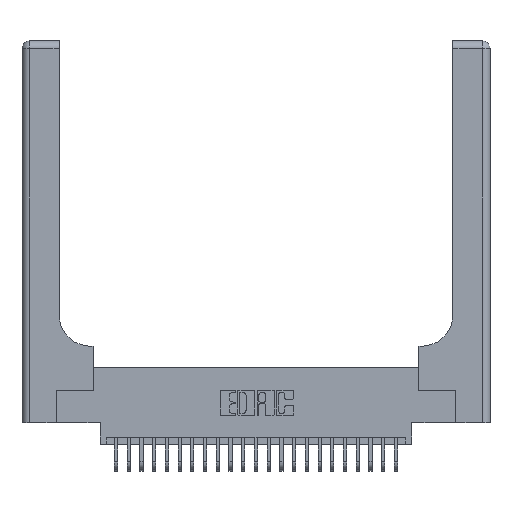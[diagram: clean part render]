
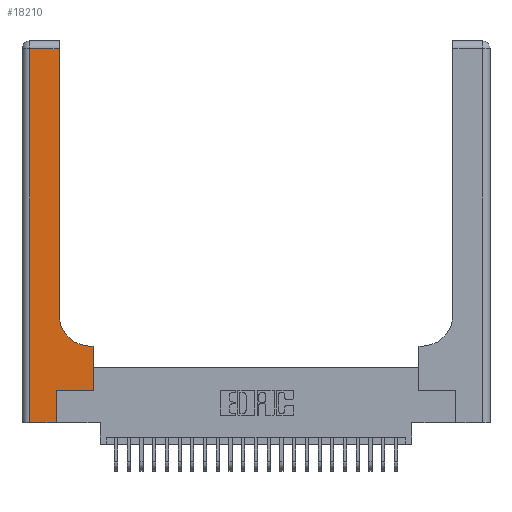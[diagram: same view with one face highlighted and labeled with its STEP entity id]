
A CAD part, top view. The second image highlights one B-rep face of the part: STEP entity #18210.
In plain terms, the highlighted planar face has unit normal (0, 0, 1).
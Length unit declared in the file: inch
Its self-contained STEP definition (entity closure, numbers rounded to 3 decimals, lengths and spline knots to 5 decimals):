
#81 = EDGE_CURVE ( 'NONE', #18947, #3858, #26361, .T. ) ;
#219 = DIRECTION ( 'NONE',  ( 0., -1., 0. ) ) ;
#359 = LINE ( 'NONE', #4091, #27333 ) ;
#442 = ORIENTED_EDGE ( 'NONE', *, *, #4417, .T. ) ;
#609 = CARTESIAN_POINT ( 'NONE',  ( 0., 0., 0.37 ) ) ;
#935 = CARTESIAN_POINT ( 'NONE',  ( 0.06, 0., 0.37 ) ) ;
#970 = PLANE ( 'NONE',  #6612 ) ;
#1712 = DIRECTION ( 'NONE',  ( 0., 1., 0. ) ) ;
#1970 = CARTESIAN_POINT ( 'NONE',  ( 0.269, 0., 0.37 ) ) ;
#2418 = AXIS2_PLACEMENT_3D ( 'NONE', #6960, #21685, #9096 ) ;
#3083 = VERTEX_POINT ( 'NONE', #24938 ) ;
#3164 = ORIENTED_EDGE ( 'NONE', *, *, #12746, .T. ) ;
#3205 = DIRECTION ( 'NONE',  ( -1., 0., 0. ) ) ;
#3535 = VERTEX_POINT ( 'NONE', #13814 ) ;
#3557 = CARTESIAN_POINT ( 'NONE',  ( 0.5585, 0.6, 0.37 ) ) ;
#3858 = VERTEX_POINT ( 'NONE', #14732 ) ;
#4091 = CARTESIAN_POINT ( 'NONE',  ( 0.2915, 0.6, 0.37 ) ) ;
#4417 = EDGE_CURVE ( 'NONE', #3535, #5325, #20529, .T. ) ;
#5325 = VERTEX_POINT ( 'NONE', #935 ) ;
#5419 = CARTESIAN_POINT ( 'NONE',  ( 0.269, 0.25, 0.37 ) ) ;
#6262 = DIRECTION ( 'NONE',  ( -1., 0., 0. ) ) ;
#6612 = AXIS2_PLACEMENT_3D ( 'NONE', #9590, #15968, #3205 ) ;
#6880 = CARTESIAN_POINT ( 'NONE',  ( 0.5585, 0.25, 0.37 ) ) ;
#6960 = CARTESIAN_POINT ( 'NONE',  ( 0.5415, 0.85, 0.37 ) ) ;
#6963 = EDGE_CURVE ( 'NONE', #11494, #3083, #22153, .T. ) ;
#7619 = LINE ( 'NONE', #609, #23759 ) ;
#7733 = ORIENTED_EDGE ( 'NONE', *, *, #16501, .T. ) ;
#7744 = VERTEX_POINT ( 'NONE', #7794 ) ;
#7755 = EDGE_CURVE ( 'NONE', #3083, #7744, #24734, .T. ) ;
#7794 = CARTESIAN_POINT ( 'NONE',  ( 0.2915, 2.94, 0.37 ) ) ;
#8913 = VECTOR ( 'NONE', #1712, 39.37008 ) ;
#9096 = DIRECTION ( 'NONE',  ( 1., 0., 0. ) ) ;
#9563 = ORIENTED_EDGE ( 'NONE', *, *, #23949, .T. ) ;
#9590 = CARTESIAN_POINT ( 'NONE',  ( 0., 3., 0.37 ) ) ;
#9854 = ORIENTED_EDGE ( 'NONE', *, *, #14711, .T. ) ;
#11321 = CARTESIAN_POINT ( 'NONE',  ( 0., 2.94, 0.37 ) ) ;
#11358 = DIRECTION ( 'NONE',  ( 1., 0., 0. ) ) ;
#11494 = VERTEX_POINT ( 'NONE', #12139 ) ;
#11995 = LINE ( 'NONE', #18540, #23176 ) ;
#12052 = DIRECTION ( 'NONE',  ( 0., 1., 0. ) ) ;
#12139 = CARTESIAN_POINT ( 'NONE',  ( 0.5415, 0.6, 0.37 ) ) ;
#12746 = EDGE_CURVE ( 'NONE', #26748, #11494, #359, .T. ) ;
#13385 = ORIENTED_EDGE ( 'NONE', *, *, #21494, .T. ) ;
#13454 = DIRECTION ( 'NONE',  ( -1., 0., 0. ) ) ;
#13814 = CARTESIAN_POINT ( 'NONE',  ( 0.06, 2.94, 0.37 ) ) ;
#14711 = EDGE_CURVE ( 'NONE', #7744, #3535, #25877, .T. ) ;
#14732 = CARTESIAN_POINT ( 'NONE',  ( 0.269, 0.25, 0.37 ) ) ;
#14981 = VECTOR ( 'NONE', #219, 39.37008 ) ;
#15041 = LINE ( 'NONE', #5419, #19926 ) ;
#15345 = ORIENTED_EDGE ( 'NONE', *, *, #7755, .T. ) ;
#15968 = DIRECTION ( 'NONE',  ( 0., 0., -1. ) ) ;
#16501 = EDGE_CURVE ( 'NONE', #20212, #26748, #11995, .T. ) ;
#17567 = ORIENTED_EDGE ( 'NONE', *, *, #6963, .T. ) ;
#18210 = ADVANCED_FACE ( 'NONE', ( #20130 ), #970, .F. ) ;
#18540 = CARTESIAN_POINT ( 'NONE',  ( 0.5585, 0.25, 0.37 ) ) ;
#18947 = VERTEX_POINT ( 'NONE', #20947 ) ;
#19172 = VECTOR ( 'NONE', #12052, 39.37008 ) ;
#19926 = VECTOR ( 'NONE', #22270, 39.37008 ) ;
#20130 = FACE_OUTER_BOUND ( 'NONE', #24153, .T. ) ;
#20212 = VERTEX_POINT ( 'NONE', #6880 ) ;
#20278 = VECTOR ( 'NONE', #13454, 39.37008 ) ;
#20529 = LINE ( 'NONE', #25715, #14981 ) ;
#20622 = DIRECTION ( 'NONE',  ( 0., 1., 0. ) ) ;
#20947 = CARTESIAN_POINT ( 'NONE',  ( 0.269, 0., 0.37 ) ) ;
#21494 = EDGE_CURVE ( 'NONE', #3858, #20212, #15041, .T. ) ;
#21685 = DIRECTION ( 'NONE',  ( 0., 0., -1. ) ) ;
#22153 = CIRCLE ( 'NONE', #2418, 0.25 ) ;
#22270 = DIRECTION ( 'NONE',  ( 1., 0., 0. ) ) ;
#22531 = CARTESIAN_POINT ( 'NONE',  ( 0.2915, 3., 0.37 ) ) ;
#23176 = VECTOR ( 'NONE', #20622, 39.37008 ) ;
#23759 = VECTOR ( 'NONE', #11358, 39.37008 ) ;
#23949 = EDGE_CURVE ( 'NONE', #5325, #18947, #7619, .T. ) ;
#24064 = ORIENTED_EDGE ( 'NONE', *, *, #81, .T. ) ;
#24153 = EDGE_LOOP ( 'NONE', ( #15345, #9854, #442, #9563, #24064, #13385, #7733, #3164, #17567 ) ) ;
#24734 = LINE ( 'NONE', #22531, #19172 ) ;
#24938 = CARTESIAN_POINT ( 'NONE',  ( 0.2915, 0.85, 0.37 ) ) ;
#25715 = CARTESIAN_POINT ( 'NONE',  ( 0.06, 3., 0.37 ) ) ;
#25877 = LINE ( 'NONE', #11321, #20278 ) ;
#26361 = LINE ( 'NONE', #1970, #8913 ) ;
#26748 = VERTEX_POINT ( 'NONE', #3557 ) ;
#27333 = VECTOR ( 'NONE', #6262, 39.37008 ) ;
